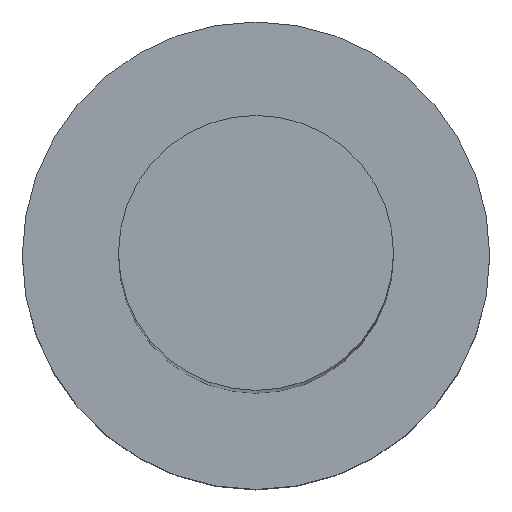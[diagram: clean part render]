
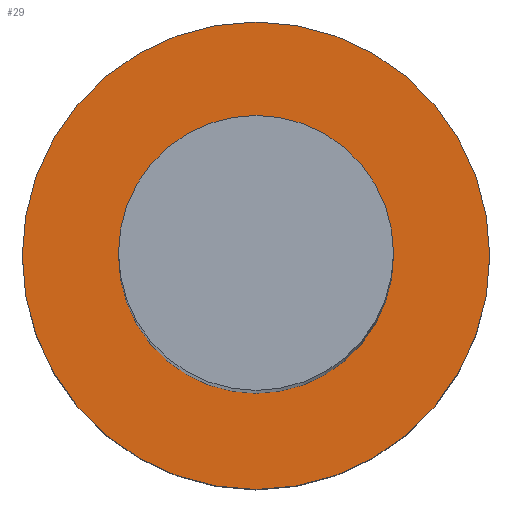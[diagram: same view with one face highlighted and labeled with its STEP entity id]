
A CAD part, top view. The second image highlights one B-rep face of the part: STEP entity #29.
In plain terms, the highlighted planar face has unit normal (0, 0, 1).
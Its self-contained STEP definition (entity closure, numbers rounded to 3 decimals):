
#4 = CIRCLE ( 'NONE', #45, 2.5 ) ;
#29 = ADVANCED_FACE ( 'NONE', ( #231, #257 ), #186, .T. ) ;
#34 = VERTEX_POINT ( 'NONE', #188 ) ;
#37 = CARTESIAN_POINT ( 'NONE',  ( 0., 0., 0. ) ) ;
#38 = EDGE_CURVE ( 'NONE', #34, #304, #90, .T. ) ;
#39 = DIRECTION ( 'NONE',  ( 0., 0., 1. ) ) ;
#45 = AXIS2_PLACEMENT_3D ( 'NONE', #58, #201, #86 ) ;
#53 = DIRECTION ( 'NONE',  ( 0., 0., 1. ) ) ;
#54 = EDGE_LOOP ( 'NONE', ( #210, #225 ) ) ;
#58 = CARTESIAN_POINT ( 'NONE',  ( 0., 0., 0. ) ) ;
#59 = AXIS2_PLACEMENT_3D ( 'NONE', #286, #39, #64 ) ;
#61 = CIRCLE ( 'NONE', #238, 2.5 ) ;
#64 = DIRECTION ( 'NONE',  ( 1., 0., 0. ) ) ;
#86 = DIRECTION ( 'NONE',  ( 1., 0., 0. ) ) ;
#90 = CIRCLE ( 'NONE', #113, 4.25 ) ;
#93 = EDGE_LOOP ( 'NONE', ( #211, #229 ) ) ;
#94 = EDGE_CURVE ( 'NONE', #304, #34, #144, .T. ) ;
#102 = EDGE_CURVE ( 'NONE', #307, #141, #4, .T. ) ;
#113 = AXIS2_PLACEMENT_3D ( 'NONE', #37, #215, #138 ) ;
#124 = AXIS2_PLACEMENT_3D ( 'NONE', #156, #53, #178 ) ;
#125 = CARTESIAN_POINT ( 'NONE',  ( -2.5, 0., 0. ) ) ;
#138 = DIRECTION ( 'NONE',  ( -1., 0., 0. ) ) ;
#141 = VERTEX_POINT ( 'NONE', #204 ) ;
#144 = CIRCLE ( 'NONE', #124, 4.25 ) ;
#149 = DIRECTION ( 'NONE',  ( 0., 0., 1. ) ) ;
#156 = CARTESIAN_POINT ( 'NONE',  ( 0., 0., 0. ) ) ;
#167 = CARTESIAN_POINT ( 'NONE',  ( -4.25, 0., 0. ) ) ;
#178 = DIRECTION ( 'NONE',  ( -1., 0., 0. ) ) ;
#186 = PLANE ( 'NONE',  #59 ) ;
#188 = CARTESIAN_POINT ( 'NONE',  ( 4.25, 0., 0. ) ) ;
#201 = DIRECTION ( 'NONE',  ( 0., 0., 1. ) ) ;
#204 = CARTESIAN_POINT ( 'NONE',  ( 2.5, 0., 0. ) ) ;
#210 = ORIENTED_EDGE ( 'NONE', *, *, #94, .T. ) ;
#211 = ORIENTED_EDGE ( 'NONE', *, *, #306, .F. ) ;
#215 = DIRECTION ( 'NONE',  ( 0., 0., 1. ) ) ;
#220 = DIRECTION ( 'NONE',  ( 1., 0., 0. ) ) ;
#225 = ORIENTED_EDGE ( 'NONE', *, *, #38, .T. ) ;
#229 = ORIENTED_EDGE ( 'NONE', *, *, #102, .F. ) ;
#231 = FACE_BOUND ( 'NONE', #93, .T. ) ;
#238 = AXIS2_PLACEMENT_3D ( 'NONE', #241, #149, #220 ) ;
#241 = CARTESIAN_POINT ( 'NONE',  ( 0., 0., 0. ) ) ;
#257 = FACE_OUTER_BOUND ( 'NONE', #54, .T. ) ;
#286 = CARTESIAN_POINT ( 'NONE',  ( 0., 0., 0. ) ) ;
#304 = VERTEX_POINT ( 'NONE', #167 ) ;
#306 = EDGE_CURVE ( 'NONE', #141, #307, #61, .T. ) ;
#307 = VERTEX_POINT ( 'NONE', #125 ) ;
